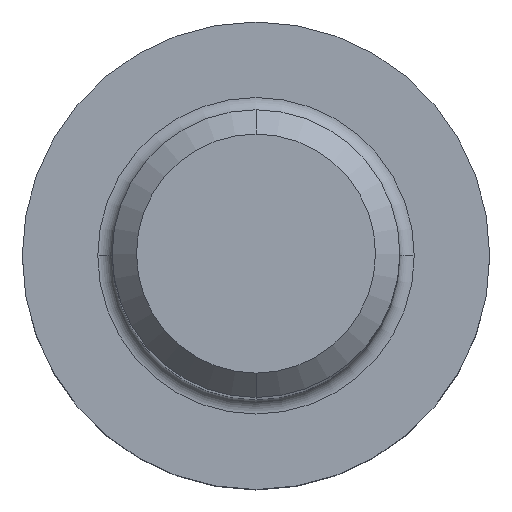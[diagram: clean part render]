
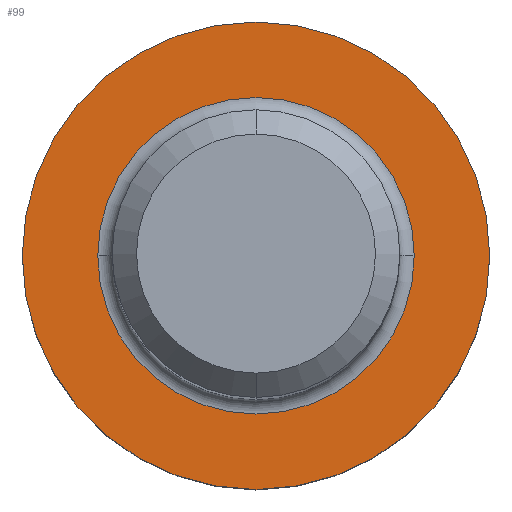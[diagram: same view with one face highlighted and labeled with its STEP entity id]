
A CAD part, top view. The second image highlights one B-rep face of the part: STEP entity #99.
In plain terms, the highlighted planar face has unit normal (0, 0, 1).
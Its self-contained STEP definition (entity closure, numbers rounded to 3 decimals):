
#99=ADVANCED_FACE('',(#157,#158),#159,.T.);
#157=FACE_BOUND('',#224,.T.);
#158=FACE_OUTER_BOUND('',#225,.T.);
#159=PLANE('',#226);
#224=EDGE_LOOP('',(#428,#429,#430));
#225=EDGE_LOOP('',(#431,#432));
#226=AXIS2_PLACEMENT_3D('',#433,#434,#435);
#428=ORIENTED_EDGE('',*,*,#552,.F.);
#429=ORIENTED_EDGE('',*,*,#553,.F.);
#430=ORIENTED_EDGE('',*,*,#502,.F.);
#431=ORIENTED_EDGE('',*,*,#509,.T.);
#432=ORIENTED_EDGE('',*,*,#551,.T.);
#433=CARTESIAN_POINT('',(0.,5.45,0.0));
#434=DIRECTION('',(0.,-0.0,1.0));
#435=DIRECTION('',(0.0,1.0,0.0));
#502=EDGE_CURVE('',#588,#590,#591,.T.);
#509=EDGE_CURVE('',#596,#602,#604,.T.);
#551=EDGE_CURVE('',#602,#596,#671,.T.);
#552=EDGE_CURVE('',#672,#588,#673,.T.);
#553=EDGE_CURVE('',#590,#672,#674,.T.);
#588=VERTEX_POINT('',#717);
#590=VERTEX_POINT('',#719);
#591=CIRCLE('',#720,4.4);
#596=VERTEX_POINT('',#725);
#602=VERTEX_POINT('',#732);
#604=CIRCLE('',#735,6.5);
#671=CIRCLE('',#828,6.5);
#672=VERTEX_POINT('',#829);
#673=CIRCLE('',#830,4.4);
#674=CIRCLE('',#831,4.4);
#717=CARTESIAN_POINT('',(-4.4,0.,0.));
#719=CARTESIAN_POINT('',(4.4,0.,0.));
#720=AXIS2_PLACEMENT_3D('',#870,#871,#872);
#725=CARTESIAN_POINT('',(0.,6.5,0.0));
#732=CARTESIAN_POINT('',(0.,-6.5,0.));
#735=AXIS2_PLACEMENT_3D('',#887,#888,#889);
#828=AXIS2_PLACEMENT_3D('',#961,#962,#963);
#829=CARTESIAN_POINT('',(0.,4.4,0.0));
#830=AXIS2_PLACEMENT_3D('',#964,#965,#966);
#831=AXIS2_PLACEMENT_3D('',#967,#968,#969);
#870=CARTESIAN_POINT('',(0.,0.0,0.0));
#871=DIRECTION('',(0.,-0.0,1.0));
#872=DIRECTION('',(0.0,1.0,0.0));
#887=CARTESIAN_POINT('',(0.,0.0,0.0));
#888=DIRECTION('',(0.,-0.0,1.0));
#889=DIRECTION('',(0.0,1.0,0.0));
#961=CARTESIAN_POINT('',(0.,0.0,0.0));
#962=DIRECTION('',(0.,-0.0,1.0));
#963=DIRECTION('',(0.0,1.0,0.0));
#964=CARTESIAN_POINT('',(0.,0.0,0.0));
#965=DIRECTION('',(0.,-0.0,1.0));
#966=DIRECTION('',(0.0,1.0,0.0));
#967=CARTESIAN_POINT('',(0.,0.0,0.0));
#968=DIRECTION('',(0.,-0.0,1.0));
#969=DIRECTION('',(0.0,1.0,0.0));
